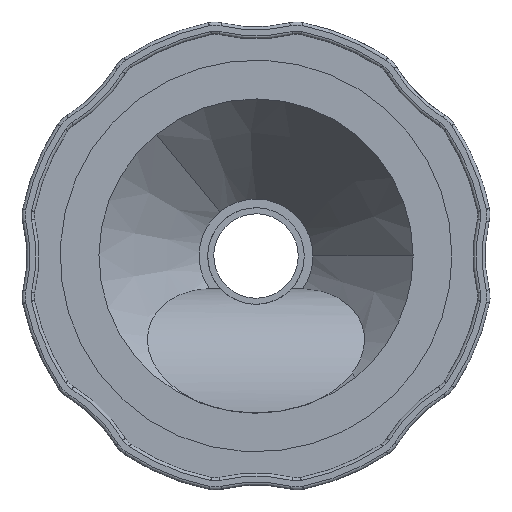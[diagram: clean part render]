
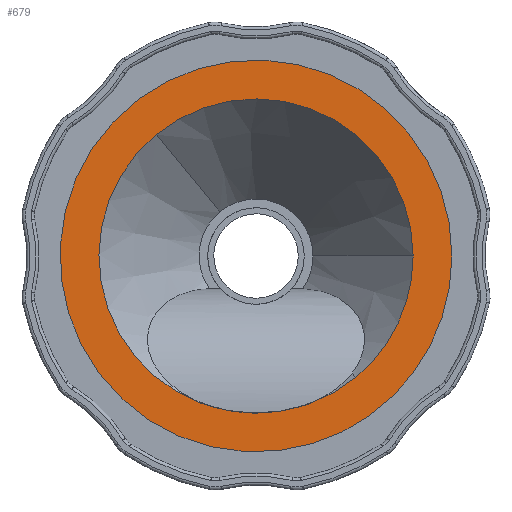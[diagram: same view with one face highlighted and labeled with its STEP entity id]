
A CAD part, front view. The second image highlights one B-rep face of the part: STEP entity #679.
In plain terms, the highlighted planar face has unit normal (0, -1, 0).
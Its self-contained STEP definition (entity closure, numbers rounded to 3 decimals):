
#542=CARTESIAN_POINT('POINT27',(16.552,
   16.904,-20.13));
#543=VERTEX_POINT('VERTEX27',#542);
#552=CARTESIAN_POINT('POINT28',(-16.552,
   16.904,20.13));
#553=VERTEX_POINT('VERTEX28',#552);
#560=CARTESIAN_POINT('POS28',(0.,
   16.904,0.));
#561=DIRECTION('DIR45',(0.,1.,
   0.));
#562=DIRECTION('DIR46',(0.635,0.,
   -0.772));
#563=AXIS2_PLACEMENT_3D('AXIS18',#560,#561,#562);
#564=CIRCLE('ELLIPSE10',#563,26.061);
#565=EDGE_CURVE('EDGE39',#553,#543,#564,.F.);
#576=CARTESIAN_POINT('POINT29',(26.061,
   16.904,0.));
#577=VERTEX_POINT('VERTEX29',#576);
#578=EDGE_CURVE('EDGE40',#543,#577,#564,.F.);
#593=EDGE_CURVE('EDGE42',#577,#553,#564,.F.);
#650=CARTESIAN_POINT('POINT33',(32.5,16.904,
   0.));
#651=VERTEX_POINT('VERTEX33',#650);
#652=CARTESIAN_POINT('POINT34',(-9.408,
   16.904,31.109));
#653=VERTEX_POINT('VERTEX34',#652);
#654=CARTESIAN_POINT('POS33',(0.,16.904,0.));
#655=DIRECTION('DIR53',(0.,-1.,0.));
#656=DIRECTION('DIR54',(0.289,0.,
   -0.957));
#657=AXIS2_PLACEMENT_3D('AXIS21',#654,#655,#656);
#658=CIRCLE('ELLIPSE12',#657,32.5);
#659=EDGE_CURVE('EDGE49',#651,#653,#658,.T.);
#660=ORIENTED_EDGE('COEDGE91',*,*,#659,.T.);
#661=CARTESIAN_POINT('POINT35',(9.408,
   16.904,-31.109));
#662=VERTEX_POINT('VERTEX35',#661);
#663=EDGE_CURVE('EDGE50',#653,#662,#658,.T.);
#664=ORIENTED_EDGE('COEDGE92',*,*,#663,.T.);
#665=EDGE_CURVE('EDGE51',#662,#651,#658,.T.);
#666=ORIENTED_EDGE('COEDGE93',*,*,#665,.T.);
#667=EDGE_LOOP('NONE',(#660,#664,#666));
#668=FACE_BOUND('LOOP1',#667,.T.);
#669=ORIENTED_EDGE('COEDGE94',*,*,#593,.F.);
#670=ORIENTED_EDGE('COEDGE95',*,*,#578,.F.);
#671=ORIENTED_EDGE('COEDGE96',*,*,#565,.F.);
#672=EDGE_LOOP('NONE',(#669,#670,#671));
#673=FACE_BOUND('LOOP1',#672,.T.);
#674=CARTESIAN_POINT('POS34',(0.,
   16.904,0.));
#675=DIRECTION('DIR55',(0.,1.,0.));
#676=DIRECTION('DIR56',(1.,0.,0.));
#677=AXIS2_PLACEMENT_3D('AXIS22',#674,#675,#676);
#678=PLANE('PLANE4',#677);
#679=ADVANCED_FACE('FACE19',(#668,#673),#678,.F.);
